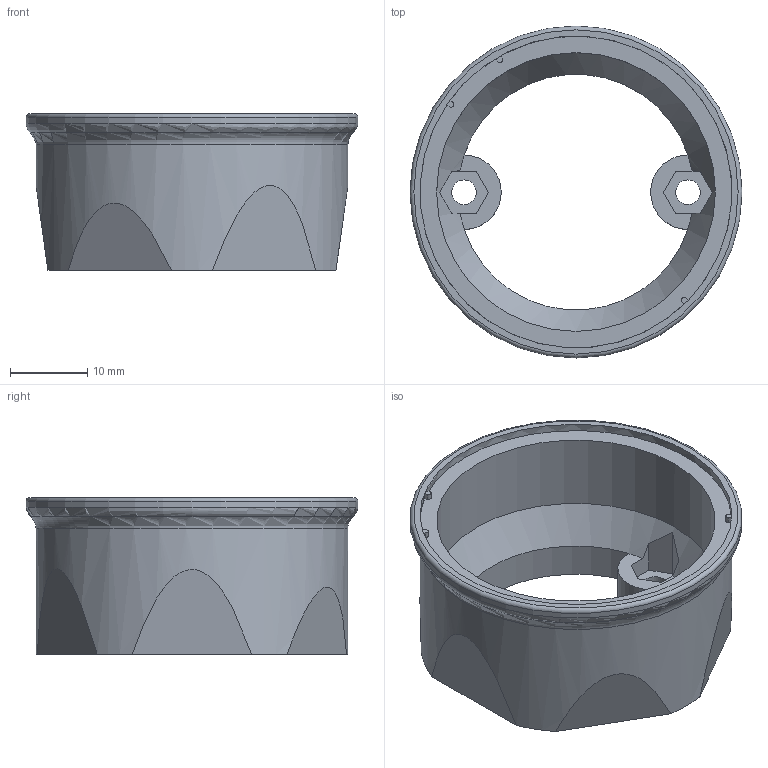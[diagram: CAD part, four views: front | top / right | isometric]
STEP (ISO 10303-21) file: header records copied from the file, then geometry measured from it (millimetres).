
FILE_DESCRIPTION(/* description */ (''),/* implementation_level */ '2;1');
FILE_NAME(/* name */ 'Mount.step',/* time_stamp */ '2023-03-09T15:45:27Z',/* author */ (''),/* organization */ (''),/* preprocessor_version */ 'ST-DEVELOPER v19.2',/* originating_system */ 'Autodesk Translation Framework v11.17.0.187',/* authorisation */ '');
FILE_SCHEMA (('AUTOMOTIVE_DESIGN { 1 0 10303 214 3 1 1 }'));
Length unit declared in the file: millimetre
Products named in the file (1): Mount
Bounding box: 43 x 43 x 20.32 mm (x, y, z)
Volume: 7192.5 mm3; surface area: 6109.2 mm2
Topology: 1 solids, 1 shells, 51 faces, 142 edges, 94 vertices
Faces by surface type: plane 34, cylinder 10, bspline 3, torus 3, cone 1
Full cylindrical faces by diameter (mm): 3.2 x2, 36.1 x1, 40.4 x2, 43 x1
Entity records: 1711 total; most frequent: CARTESIAN_POINT 345, ORIENTED_EDGE 284, DIRECTION 283, EDGE_CURVE 142, AXIS2_PLACEMENT_3D 105, VERTEX_POINT 94, LINE 73, VECTOR 73
